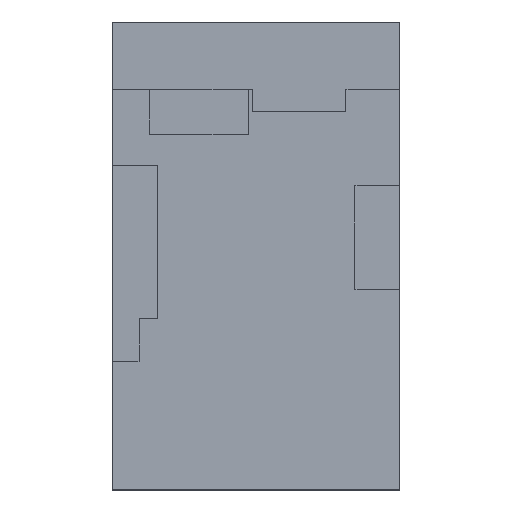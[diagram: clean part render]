
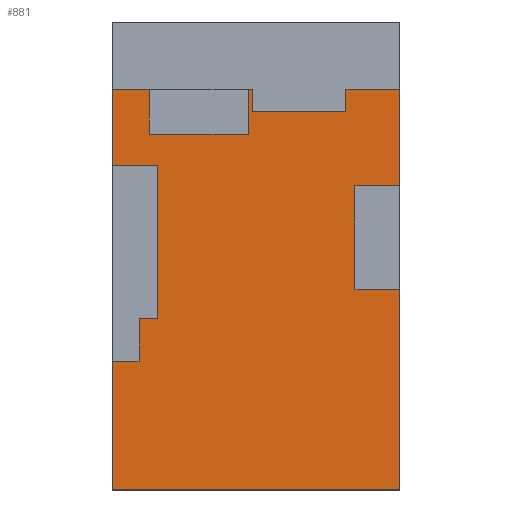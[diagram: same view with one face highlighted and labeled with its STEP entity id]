
A CAD part, top view. The second image highlights one B-rep face of the part: STEP entity #881.
In plain terms, the highlighted planar face has unit normal (0, 0, 1).
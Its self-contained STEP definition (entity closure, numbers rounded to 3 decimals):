
#121=FACE_OUTER_BOUND('',#179,.T.);
#179=EDGE_LOOP('',(#687,#688,#689,#690,#691,#692,#693,#694,#695,#696,#697,
#698,#699,#700,#701,#702,#703,#704));
#241=LINE('',#1312,#339);
#242=LINE('',#1314,#340);
#243=LINE('',#1316,#341);
#244=LINE('',#1318,#342);
#245=LINE('',#1320,#343);
#246=LINE('',#1322,#344);
#247=LINE('',#1324,#345);
#248=LINE('',#1326,#346);
#249=LINE('',#1328,#347);
#250=LINE('',#1330,#348);
#251=LINE('',#1332,#349);
#252=LINE('',#1334,#350);
#253=LINE('',#1336,#351);
#254=LINE('',#1338,#352);
#255=LINE('',#1340,#353);
#256=LINE('',#1342,#354);
#257=LINE('',#1344,#355);
#258=LINE('',#1345,#356);
#339=VECTOR('',#1092,10.);
#340=VECTOR('',#1093,10.);
#341=VECTOR('',#1094,10.);
#342=VECTOR('',#1095,10.);
#343=VECTOR('',#1096,10.);
#344=VECTOR('',#1097,10.);
#345=VECTOR('',#1098,10.);
#346=VECTOR('',#1099,10.);
#347=VECTOR('',#1100,10.);
#348=VECTOR('',#1101,10.);
#349=VECTOR('',#1102,10.);
#350=VECTOR('',#1103,10.);
#351=VECTOR('',#1104,10.);
#352=VECTOR('',#1105,10.);
#353=VECTOR('',#1106,10.);
#354=VECTOR('',#1107,10.);
#355=VECTOR('',#1108,10.);
#356=VECTOR('',#1109,10.);
#437=VERTEX_POINT('',#1310);
#438=VERTEX_POINT('',#1311);
#439=VERTEX_POINT('',#1313);
#440=VERTEX_POINT('',#1315);
#441=VERTEX_POINT('',#1317);
#442=VERTEX_POINT('',#1319);
#443=VERTEX_POINT('',#1321);
#444=VERTEX_POINT('',#1323);
#445=VERTEX_POINT('',#1325);
#446=VERTEX_POINT('',#1327);
#447=VERTEX_POINT('',#1329);
#448=VERTEX_POINT('',#1331);
#449=VERTEX_POINT('',#1333);
#450=VERTEX_POINT('',#1335);
#451=VERTEX_POINT('',#1337);
#452=VERTEX_POINT('',#1339);
#453=VERTEX_POINT('',#1341);
#454=VERTEX_POINT('',#1343);
#529=EDGE_CURVE('',#437,#438,#241,.T.);
#530=EDGE_CURVE('',#438,#439,#242,.T.);
#531=EDGE_CURVE('',#439,#440,#243,.T.);
#532=EDGE_CURVE('',#440,#441,#244,.T.);
#533=EDGE_CURVE('',#441,#442,#245,.T.);
#534=EDGE_CURVE('',#442,#443,#246,.T.);
#535=EDGE_CURVE('',#443,#444,#247,.T.);
#536=EDGE_CURVE('',#444,#445,#248,.T.);
#537=EDGE_CURVE('',#445,#446,#249,.T.);
#538=EDGE_CURVE('',#446,#447,#250,.T.);
#539=EDGE_CURVE('',#447,#448,#251,.T.);
#540=EDGE_CURVE('',#448,#449,#252,.T.);
#541=EDGE_CURVE('',#449,#450,#253,.T.);
#542=EDGE_CURVE('',#450,#451,#254,.T.);
#543=EDGE_CURVE('',#451,#452,#255,.T.);
#544=EDGE_CURVE('',#452,#453,#256,.T.);
#545=EDGE_CURVE('',#453,#454,#257,.T.);
#546=EDGE_CURVE('',#454,#437,#258,.T.);
#687=ORIENTED_EDGE('',*,*,#529,.T.);
#688=ORIENTED_EDGE('',*,*,#530,.T.);
#689=ORIENTED_EDGE('',*,*,#531,.T.);
#690=ORIENTED_EDGE('',*,*,#532,.T.);
#691=ORIENTED_EDGE('',*,*,#533,.T.);
#692=ORIENTED_EDGE('',*,*,#534,.T.);
#693=ORIENTED_EDGE('',*,*,#535,.T.);
#694=ORIENTED_EDGE('',*,*,#536,.T.);
#695=ORIENTED_EDGE('',*,*,#537,.T.);
#696=ORIENTED_EDGE('',*,*,#538,.T.);
#697=ORIENTED_EDGE('',*,*,#539,.T.);
#698=ORIENTED_EDGE('',*,*,#540,.T.);
#699=ORIENTED_EDGE('',*,*,#541,.T.);
#700=ORIENTED_EDGE('',*,*,#542,.T.);
#701=ORIENTED_EDGE('',*,*,#543,.T.);
#702=ORIENTED_EDGE('',*,*,#544,.T.);
#703=ORIENTED_EDGE('',*,*,#545,.T.);
#704=ORIENTED_EDGE('',*,*,#546,.T.);
#835=PLANE('',#958);
#881=ADVANCED_FACE('',(#121),#835,.T.);
#958=AXIS2_PLACEMENT_3D('',#1309,#1090,#1091);
#1090=DIRECTION('center_axis',(0.,0.,1.));
#1091=DIRECTION('ref_axis',(1.,0.,0.));
#1092=DIRECTION('',(-1.,0.,0.));
#1093=DIRECTION('',(0.,-1.,0.));
#1094=DIRECTION('',(1.,0.,0.));
#1095=DIRECTION('',(0.,-1.,0.));
#1096=DIRECTION('',(-1.,0.,0.));
#1097=DIRECTION('',(0.,-1.,0.));
#1098=DIRECTION('',(-1.,0.,0.));
#1099=DIRECTION('',(0.,-1.,0.));
#1100=DIRECTION('',(1.,0.,0.));
#1101=DIRECTION('',(0.,1.,0.));
#1102=DIRECTION('',(-1.,0.,0.));
#1103=DIRECTION('',(0.,1.,0.));
#1104=DIRECTION('',(1.,0.,0.));
#1105=DIRECTION('',(0.,1.,0.));
#1106=DIRECTION('',(-1.,0.,0.));
#1107=DIRECTION('',(0.,-1.,0.));
#1108=DIRECTION('',(-1.,0.,0.));
#1109=DIRECTION('',(0.,1.,0.));
#1309=CARTESIAN_POINT('Origin',(16.,22.25,14.42));
#1310=CARTESIAN_POINT('',(15.6,44.5,14.42));
#1311=CARTESIAN_POINT('',(0.,44.5,14.42));
#1312=CARTESIAN_POINT('',(15.8,44.5,14.42));
#1313=CARTESIAN_POINT('',(0.,36.,14.42));
#1314=CARTESIAN_POINT('',(0.,44.5,14.42));
#1315=CARTESIAN_POINT('',(5.1,36.,14.42));
#1316=CARTESIAN_POINT('',(5.1,36.,14.42));
#1317=CARTESIAN_POINT('',(5.1,19.,14.42));
#1318=CARTESIAN_POINT('',(5.1,19.,14.42));
#1319=CARTESIAN_POINT('',(3.,19.,14.42));
#1320=CARTESIAN_POINT('',(3.,19.,14.42));
#1321=CARTESIAN_POINT('',(3.,14.3,14.42));
#1322=CARTESIAN_POINT('',(3.,14.3,14.42));
#1323=CARTESIAN_POINT('',(0.,14.3,14.42));
#1324=CARTESIAN_POINT('',(0.,14.3,14.42));
#1325=CARTESIAN_POINT('',(0.,0.,14.42));
#1326=CARTESIAN_POINT('',(0.,44.5,14.42));
#1327=CARTESIAN_POINT('',(32.,0.,14.42));
#1328=CARTESIAN_POINT('',(0.,0.,14.42));
#1329=CARTESIAN_POINT('',(32.,22.25,14.42));
#1330=CARTESIAN_POINT('',(32.,0.,14.42));
#1331=CARTESIAN_POINT('',(27.,22.25,14.42));
#1332=CARTESIAN_POINT('',(32.,22.25,14.42));
#1333=CARTESIAN_POINT('',(27.,33.8,14.42));
#1334=CARTESIAN_POINT('',(27.,22.25,14.42));
#1335=CARTESIAN_POINT('',(32.,33.8,14.42));
#1336=CARTESIAN_POINT('',(27.,33.8,14.42));
#1337=CARTESIAN_POINT('',(32.,44.5,14.42));
#1338=CARTESIAN_POINT('',(32.,0.,14.42));
#1339=CARTESIAN_POINT('',(26.,44.5,14.42));
#1340=CARTESIAN_POINT('',(32.,44.5,14.42));
#1341=CARTESIAN_POINT('',(26.,42.,14.42));
#1342=CARTESIAN_POINT('',(26.,44.5,14.42));
#1343=CARTESIAN_POINT('',(15.6,42.,14.42));
#1344=CARTESIAN_POINT('',(26.,42.,14.42));
#1345=CARTESIAN_POINT('',(15.6,42.,14.42));
